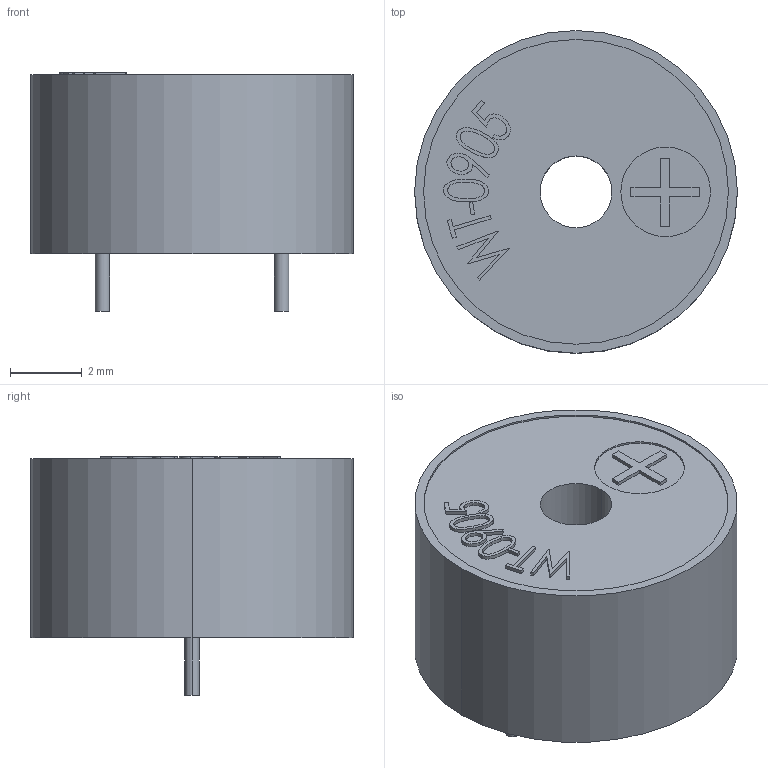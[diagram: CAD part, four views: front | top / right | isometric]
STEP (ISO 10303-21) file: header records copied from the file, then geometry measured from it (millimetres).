
FILE_DESCRIPTION (( 'STEP AP214' ), '1' );
FILE_NAME ('BUZZER-9-5.STEP', '2013-02-01T01:53:57', ( 'User' ), ( 'Microsoft' ), 'SwSTEP 2.0', 'SolidWorks 2011', '' );
FILE_SCHEMA (( 'AUTOMOTIVE_DESIGN' ));
Length unit declared in the file: millimetre
Products named in the file (1): BUZZER-9-5
Bounding box: 9 x 9 x 6.65 mm (x, y, z)
Volume: 300.1 mm3; surface area: 303.3 mm2
Topology: 1 solids, 1 shells, 110 faces, 279 edges, 186 vertices
Faces by surface type: plane 63, bspline 35, cylinder 12
Entity records: 5785 total; most frequent: CARTESIAN_POINT 3147, ORIENTED_EDGE 558, DIRECTION 385, EDGE_CURVE 279, VERTEX_POINT 186, VECTOR 185, LINE 185, EDGE_LOOP 127
